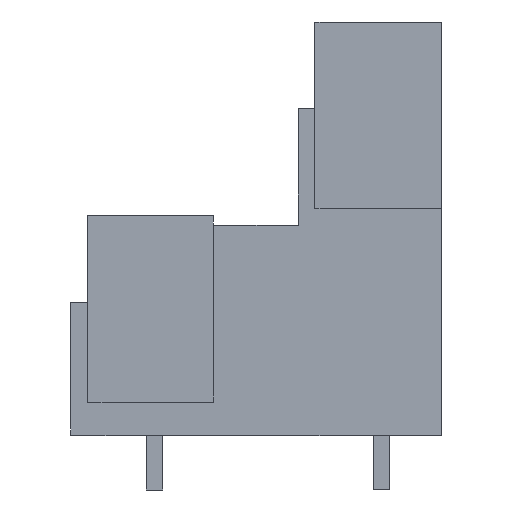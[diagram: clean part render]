
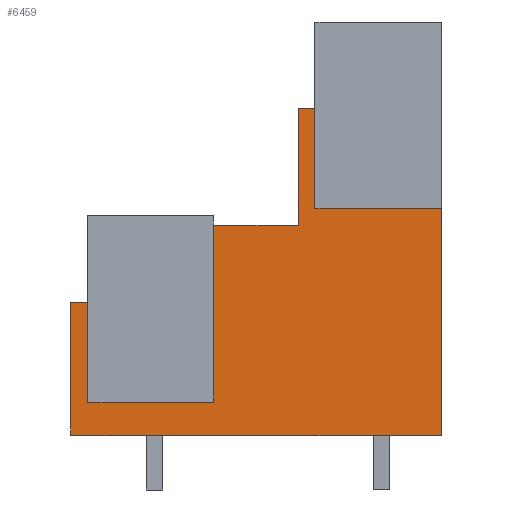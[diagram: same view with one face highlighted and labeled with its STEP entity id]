
A CAD part, left-side view. The second image highlights one B-rep face of the part: STEP entity #6459.
In plain terms, the highlighted planar face has unit normal (-1, 0, 0).
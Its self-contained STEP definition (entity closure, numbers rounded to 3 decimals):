
#6428=AXIS2_PLACEMENT_3D('Plane Axis2P3D',#6425,#6426,#6427) ;
#1756=CARTESIAN_POINT('Vertex',(3.45,7.5,22.6)) ;
#1759=CARTESIAN_POINT('Line Origine',(3.45,7.5,19.65)) ;
#1763=CARTESIAN_POINT('Vertex',(3.45,7.5,16.7)) ;
#2273=CARTESIAN_POINT('Vertex',(3.45,8.5,22.6)) ;
#2276=CARTESIAN_POINT('Line Origine',(3.45,8.,22.6)) ;
#2304=CARTESIAN_POINT('Vertex',(3.45,8.5,15.7)) ;
#2307=CARTESIAN_POINT('Line Origine',(3.45,8.5,19.15)) ;
#2363=CARTESIAN_POINT('Vertex',(3.45,13.5,15.7)) ;
#2366=CARTESIAN_POINT('Line Origine',(3.45,11.,15.7)) ;
#4539=CARTESIAN_POINT('Vertex',(3.45,20.975,11.1)) ;
#4542=CARTESIAN_POINT('Line Origine',(3.45,20.975,8.15)) ;
#4546=CARTESIAN_POINT('Vertex',(3.45,20.975,5.2)) ;
#5047=CARTESIAN_POINT('Vertex',(3.45,22.,11.1)) ;
#5050=CARTESIAN_POINT('Line Origine',(3.45,21.488,11.1)) ;
#5169=CARTESIAN_POINT('Vertex',(3.45,22.,3.2)) ;
#5172=CARTESIAN_POINT('Line Origine',(3.45,22.,3.4)) ;
#5176=CARTESIAN_POINT('Vertex',(3.45,22.,3.6)) ;
#5179=CARTESIAN_POINT('Line Origine',(3.45,22.,7.35)) ;
#5461=CARTESIAN_POINT('Vertex',(3.45,0.,3.2)) ;
#5464=CARTESIAN_POINT('Line Origine',(3.45,7.5,3.2)) ;
#5468=CARTESIAN_POINT('Vertex',(3.45,15.,3.2)) ;
#5471=CARTESIAN_POINT('Line Origine',(3.45,17.,3.2)) ;
#5475=CARTESIAN_POINT('Vertex',(3.45,19.,3.2)) ;
#5478=CARTESIAN_POINT('Line Origine',(3.45,20.5,3.2)) ;
#5602=CARTESIAN_POINT('Vertex',(3.45,0.,16.7)) ;
#5605=CARTESIAN_POINT('Line Origine',(3.45,0.,9.95)) ;
#6413=CARTESIAN_POINT('Line Origine',(3.45,3.75,16.7)) ;
#6425=CARTESIAN_POINT('Axis2P3D Location',(3.45,0.,3.6)) ;
#6430=CARTESIAN_POINT('Line Origine',(3.45,13.5,10.45)) ;
#6434=CARTESIAN_POINT('Vertex',(3.45,13.5,5.2)) ;
#6437=CARTESIAN_POINT('Line Origine',(3.45,17.237,5.2)) ;
#1760=DIRECTION('Vector Direction',(0.,0.,-1.)) ;
#2277=DIRECTION('Vector Direction',(0.,1.,0.)) ;
#2308=DIRECTION('Vector Direction',(0.,0.,-1.)) ;
#2367=DIRECTION('Vector Direction',(0.,1.,0.)) ;
#4543=DIRECTION('Vector Direction',(0.,0.,-1.)) ;
#5051=DIRECTION('Vector Direction',(0.,1.,0.)) ;
#5173=DIRECTION('Vector Direction',(0.,0.,-1.)) ;
#5180=DIRECTION('Vector Direction',(0.,0.,-1.)) ;
#5465=DIRECTION('Vector Direction',(0.,-1.,0.)) ;
#5472=DIRECTION('Vector Direction',(0.,-1.,0.)) ;
#5479=DIRECTION('Vector Direction',(0.,-1.,0.)) ;
#5606=DIRECTION('Vector Direction',(0.,0.,1.)) ;
#6414=DIRECTION('Vector Direction',(0.,-1.,0.)) ;
#6426=DIRECTION('Axis2P3D Direction',(-1.,0.,0.)) ;
#6427=DIRECTION('Axis2P3D XDirection',(0.,0.,-1.)) ;
#6431=DIRECTION('Vector Direction',(0.,0.,-1.)) ;
#6438=DIRECTION('Vector Direction',(0.,-1.,0.)) ;
#1761=VECTOR('Line Direction',#1760,1.) ;
#2278=VECTOR('Line Direction',#2277,1.) ;
#2309=VECTOR('Line Direction',#2308,1.) ;
#2368=VECTOR('Line Direction',#2367,1.) ;
#4544=VECTOR('Line Direction',#4543,1.) ;
#5052=VECTOR('Line Direction',#5051,1.) ;
#5174=VECTOR('Line Direction',#5173,1.) ;
#5181=VECTOR('Line Direction',#5180,1.) ;
#5466=VECTOR('Line Direction',#5465,1.) ;
#5473=VECTOR('Line Direction',#5472,1.) ;
#5480=VECTOR('Line Direction',#5479,1.) ;
#5607=VECTOR('Line Direction',#5606,1.) ;
#6415=VECTOR('Line Direction',#6414,1.) ;
#6432=VECTOR('Line Direction',#6431,1.) ;
#6439=VECTOR('Line Direction',#6438,1.) ;
#6443=ORIENTED_EDGE('',*,*,#5477,.F.) ;
#6444=ORIENTED_EDGE('',*,*,#5470,.T.) ;
#6445=ORIENTED_EDGE('',*,*,#5609,.T.) ;
#6446=ORIENTED_EDGE('',*,*,#6417,.F.) ;
#6447=ORIENTED_EDGE('',*,*,#1765,.F.) ;
#6448=ORIENTED_EDGE('',*,*,#2280,.T.) ;
#6449=ORIENTED_EDGE('',*,*,#2311,.T.) ;
#6450=ORIENTED_EDGE('',*,*,#2370,.T.) ;
#6451=ORIENTED_EDGE('',*,*,#6436,.T.) ;
#6452=ORIENTED_EDGE('',*,*,#6441,.F.) ;
#6453=ORIENTED_EDGE('',*,*,#4548,.F.) ;
#6454=ORIENTED_EDGE('',*,*,#5054,.T.) ;
#6455=ORIENTED_EDGE('',*,*,#5183,.T.) ;
#6456=ORIENTED_EDGE('',*,*,#5178,.F.) ;
#6457=ORIENTED_EDGE('',*,*,#5482,.T.) ;
#6459=ADVANCED_FACE('Housing',(#6458),#6429,.T.) ;
#1765=EDGE_CURVE('',#1757,#1764,#1762,.T.) ;
#2280=EDGE_CURVE('',#1757,#2274,#2279,.T.) ;
#2311=EDGE_CURVE('',#2274,#2305,#2310,.T.) ;
#2370=EDGE_CURVE('',#2305,#2364,#2369,.T.) ;
#4548=EDGE_CURVE('',#4540,#4547,#4545,.T.) ;
#5054=EDGE_CURVE('',#4540,#5048,#5053,.T.) ;
#5178=EDGE_CURVE('',#5170,#5177,#5175,.F.) ;
#5183=EDGE_CURVE('',#5048,#5177,#5182,.T.) ;
#5470=EDGE_CURVE('',#5469,#5462,#5467,.T.) ;
#5477=EDGE_CURVE('',#5469,#5476,#5474,.F.) ;
#5482=EDGE_CURVE('',#5170,#5476,#5481,.T.) ;
#5609=EDGE_CURVE('',#5462,#5603,#5608,.T.) ;
#6417=EDGE_CURVE('',#1764,#5603,#6416,.T.) ;
#6436=EDGE_CURVE('',#2364,#6435,#6433,.T.) ;
#6441=EDGE_CURVE('',#4547,#6435,#6440,.T.) ;
#6442=EDGE_LOOP('',(#6443,#6444,#6445,#6446,#6447,#6448,#6449,#6450,#6451,#6452,#6453,#6454,#6455,#6456,#6457)) ;
#6458=FACE_OUTER_BOUND('',#6442,.T.) ;
#1762=LINE('Line',#1759,#1761) ;
#2279=LINE('Line',#2276,#2278) ;
#2310=LINE('Line',#2307,#2309) ;
#2369=LINE('Line',#2366,#2368) ;
#4545=LINE('Line',#4542,#4544) ;
#5053=LINE('Line',#5050,#5052) ;
#5175=LINE('Line',#5172,#5174) ;
#5182=LINE('Line',#5179,#5181) ;
#5467=LINE('Line',#5464,#5466) ;
#5474=LINE('Line',#5471,#5473) ;
#5481=LINE('Line',#5478,#5480) ;
#5608=LINE('Line',#5605,#5607) ;
#6416=LINE('Line',#6413,#6415) ;
#6433=LINE('Line',#6430,#6432) ;
#6440=LINE('Line',#6437,#6439) ;
#6429=PLANE('',#6428) ;
#1757=VERTEX_POINT('',#1756) ;
#1764=VERTEX_POINT('',#1763) ;
#2274=VERTEX_POINT('',#2273) ;
#2305=VERTEX_POINT('',#2304) ;
#2364=VERTEX_POINT('',#2363) ;
#4540=VERTEX_POINT('',#4539) ;
#4547=VERTEX_POINT('',#4546) ;
#5048=VERTEX_POINT('',#5047) ;
#5170=VERTEX_POINT('',#5169) ;
#5177=VERTEX_POINT('',#5176) ;
#5462=VERTEX_POINT('',#5461) ;
#5469=VERTEX_POINT('',#5468) ;
#5476=VERTEX_POINT('',#5475) ;
#5603=VERTEX_POINT('',#5602) ;
#6435=VERTEX_POINT('',#6434) ;
